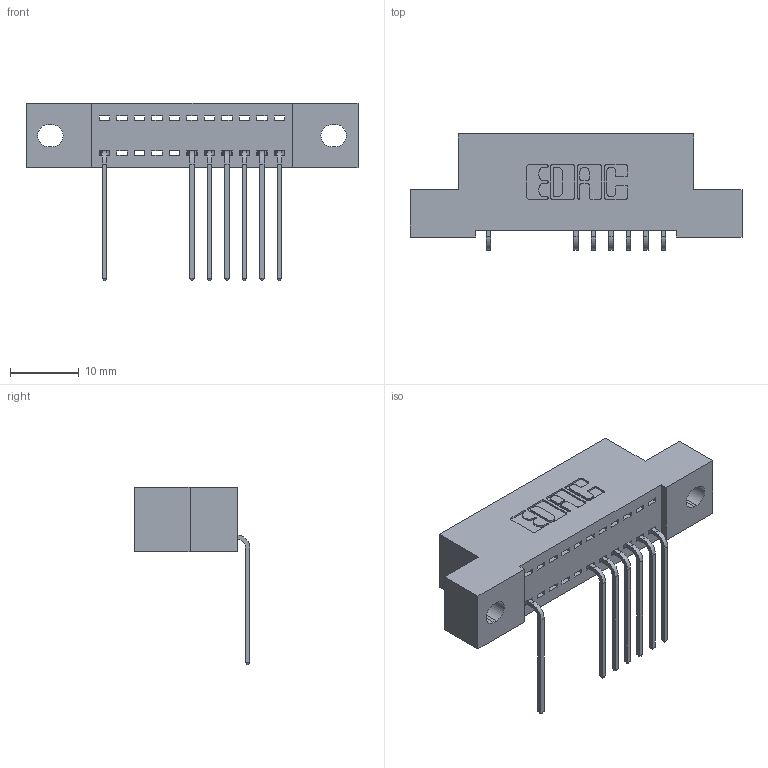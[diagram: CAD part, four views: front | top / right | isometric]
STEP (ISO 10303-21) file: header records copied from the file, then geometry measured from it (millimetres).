
FILE_DESCRIPTION (( 'STEP AP203' ), '1' );
FILE_NAME ('392-011-559-102.STEP', '2018-08-14T21:33:41', ( '' ), ( '' ), 'SwSTEP 2.0', 'SolidWorks 2016', '' );
FILE_SCHEMA (( 'CONFIG_CONTROL_DESIGN' ));
Length unit declared in the file: inch
Products named in the file (3): 342 Part_.128 Slot; 345-292-001_558 559 Tail - 1; 392-011-559-102
Assembly tree (8 placements, depth 2):
  392-011-559-102
    342 Part_.128 Slot
    345-292-001_558 559 Tail - 1  x7
Bounding box: 48.26 x 16.83 x 25.78 mm (x, y, z)
Volume: 4042.7 mm3; surface area: 5012.7 mm2
Topology: 8 solids, 8 shells, 582 faces, 1753 edges, 1158 vertices
Faces by surface type: plane 426, cylinder 156
Entity records: 10693 total; most frequent: CARTESIAN_POINT 1875, ORIENTED_EDGE 1826, DIRECTION 1639, EDGE_CURVE 913, LINE 785, VECTOR 785, VERTEX_POINT 606, AXIS2_PLACEMENT_3D 427
